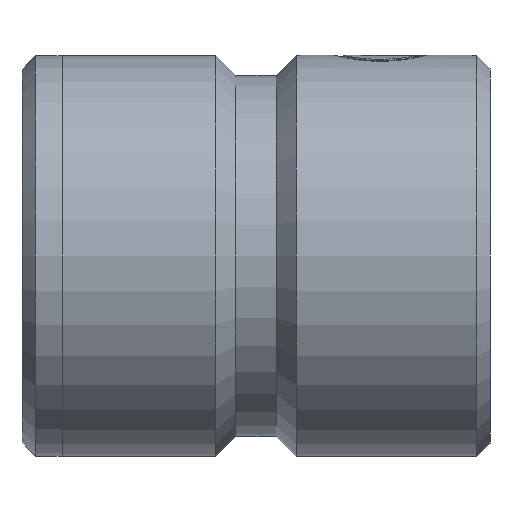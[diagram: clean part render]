
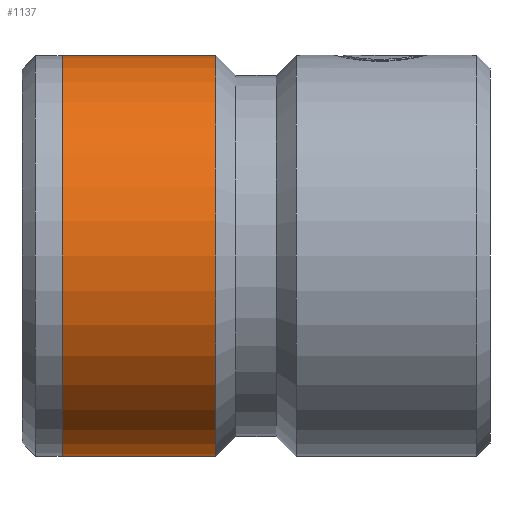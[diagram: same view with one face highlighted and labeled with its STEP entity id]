
A CAD part, left-side view. The second image highlights one B-rep face of the part: STEP entity #1137.
In plain terms, the highlighted cylindrical face has radius 15 mm (diameter 30 mm), a partial arc.
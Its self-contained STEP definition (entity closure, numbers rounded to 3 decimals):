
#15 = EDGE_LOOP ( 'NONE', ( #47, #571, #1340, #833 ) ) ;
#47 = ORIENTED_EDGE ( 'NONE', *, *, #419, .F. ) ;
#58 = CARTESIAN_POINT ( 'NONE',  ( 0., 20.5, 15. ) ) ;
#61 = DIRECTION ( 'NONE',  ( 0., -1., 0. ) ) ;
#74 = DIRECTION ( 'NONE',  ( 0., -1., 0. ) ) ;
#287 = CARTESIAN_POINT ( 'NONE',  ( 0., 32., 0. ) ) ;
#330 = VERTEX_POINT ( 'NONE', #58 ) ;
#367 = CIRCLE ( 'NONE', #1443, 15. ) ;
#409 = DIRECTION ( 'NONE',  ( 0., 0., -1. ) ) ;
#419 = EDGE_CURVE ( 'NONE', #960, #330, #639, .T. ) ;
#481 = CARTESIAN_POINT ( 'NONE',  ( 0., 20.5, 0. ) ) ;
#524 = CARTESIAN_POINT ( 'NONE',  ( 0., 32., -15. ) ) ;
#570 = CIRCLE ( 'NONE', #873, 15. ) ;
#571 = ORIENTED_EDGE ( 'NONE', *, *, #1499, .T. ) ;
#598 = VERTEX_POINT ( 'NONE', #524 ) ;
#599 = VECTOR ( 'NONE', #74, 1000. ) ;
#610 = DIRECTION ( 'NONE',  ( 0., 0., -1. ) ) ;
#639 = LINE ( 'NONE', #812, #599 ) ;
#641 = DIRECTION ( 'NONE',  ( 0., -1., 0. ) ) ;
#678 = CARTESIAN_POINT ( 'NONE',  ( 0., 0., 0. ) ) ;
#733 = EDGE_CURVE ( 'NONE', #598, #1282, #1296, .T. ) ;
#737 = VECTOR ( 'NONE', #641, 1000. ) ;
#753 = CYLINDRICAL_SURFACE ( 'NONE', #1006, 15. ) ;
#800 = FACE_OUTER_BOUND ( 'NONE', #15, .T. ) ;
#812 = CARTESIAN_POINT ( 'NONE',  ( 0., 0., 15. ) ) ;
#833 = ORIENTED_EDGE ( 'NONE', *, *, #945, .F. ) ;
#873 = AXIS2_PLACEMENT_3D ( 'NONE', #481, #1345, #610 ) ;
#945 = EDGE_CURVE ( 'NONE', #330, #1282, #570, .T. ) ;
#960 = VERTEX_POINT ( 'NONE', #965 ) ;
#965 = CARTESIAN_POINT ( 'NONE',  ( 0., 32., 15. ) ) ;
#1006 = AXIS2_PLACEMENT_3D ( 'NONE', #678, #61, #1411 ) ;
#1137 = ADVANCED_FACE ( 'NONE', ( #800 ), #753, .T. ) ;
#1146 = DIRECTION ( 'NONE',  ( 0., -1., 0. ) ) ;
#1239 = CARTESIAN_POINT ( 'NONE',  ( 0., 20.5, -15. ) ) ;
#1282 = VERTEX_POINT ( 'NONE', #1239 ) ;
#1296 = LINE ( 'NONE', #1371, #737 ) ;
#1340 = ORIENTED_EDGE ( 'NONE', *, *, #733, .T. ) ;
#1345 = DIRECTION ( 'NONE',  ( 0., -1., 0. ) ) ;
#1371 = CARTESIAN_POINT ( 'NONE',  ( 0., 0., -15. ) ) ;
#1411 = DIRECTION ( 'NONE',  ( 0., 0., -1. ) ) ;
#1443 = AXIS2_PLACEMENT_3D ( 'NONE', #287, #1146, #409 ) ;
#1499 = EDGE_CURVE ( 'NONE', #960, #598, #367, .T. ) ;
